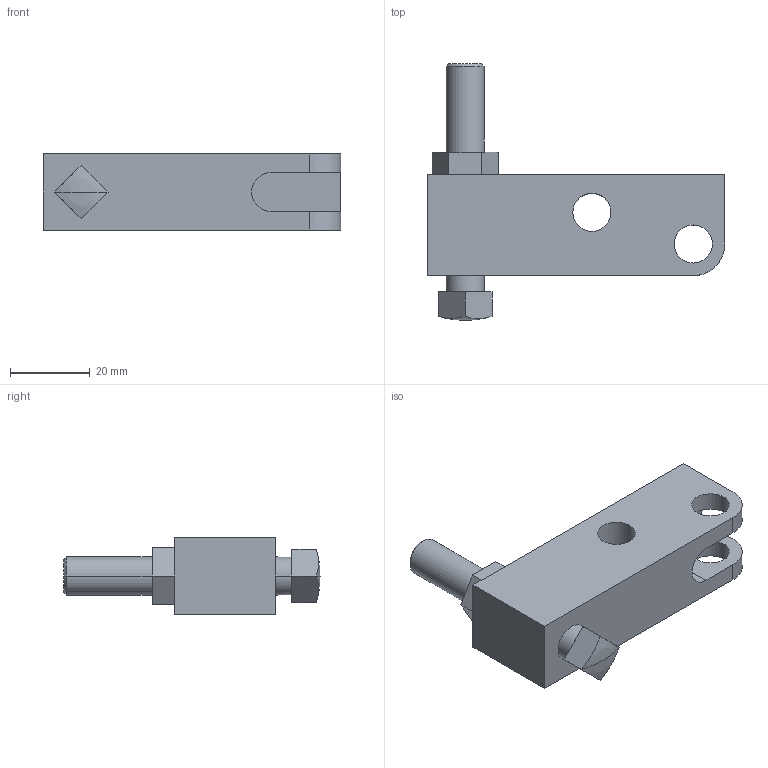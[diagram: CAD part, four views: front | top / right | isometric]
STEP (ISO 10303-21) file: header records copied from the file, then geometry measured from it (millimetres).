
FILE_DESCRIPTION((''),'2;1');
FILE_NAME('ILC91601503','2006-08-17T',('KR'),(''),'PRO/ENGINEER BY PARAMETRIC TECHNOLOGY CORPORATION, 2004290','PRO/ENGINEER BY PARAMETRIC TECHNOLOGY CORPORATION, 2004290','');
FILE_SCHEMA(('AUTOMOTIVE_DESIGN_CC2 { 1 2 10303 214 -1 1 5 2 }'));
Length unit declared in the file: inch
Products named in the file (1): ILC91601503
Bounding box: 74.6 x 64.29 x 19.05 mm (x, y, z)
Volume: 33395.9 mm3; surface area: 10808.4 mm2
Topology: 1 solids, 2 shells, 45 faces, 116 edges, 72 vertices
Faces by surface type: plane 24, cylinder 15, cone 4, sphere 2
Entity records: 1483 total; most frequent: DIRECTION 246, CARTESIAN_POINT 230, ORIENTED_EDGE 220, EDGE_CURVE 112, COLOUR_RGB 105, AXIS2_PLACEMENT_3D 88, VERTEX_POINT 72, VECTOR 70
